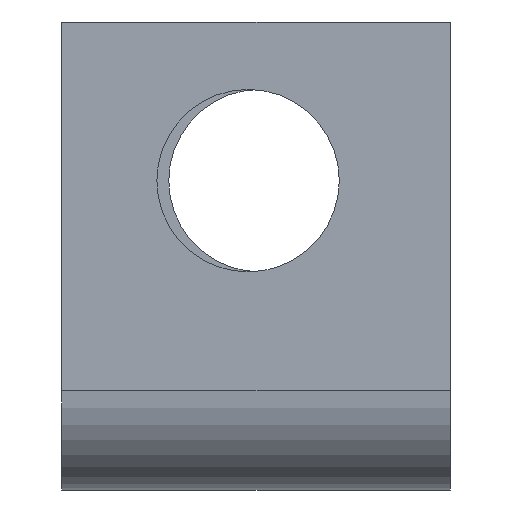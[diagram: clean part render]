
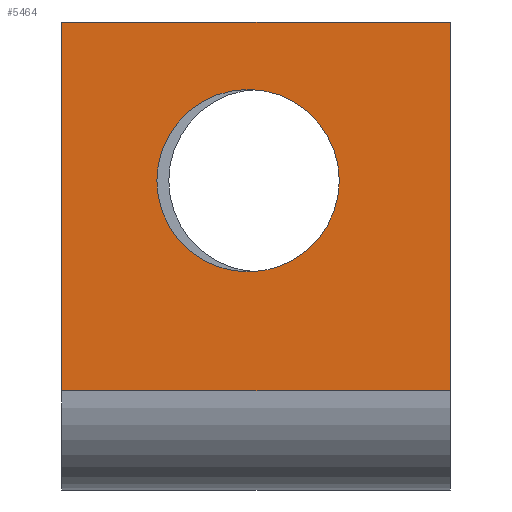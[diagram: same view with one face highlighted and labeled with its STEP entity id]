
A CAD part, left-side view. The second image highlights one B-rep face of the part: STEP entity #5464.
In plain terms, the highlighted planar face has unit normal (-1, 0, 0).
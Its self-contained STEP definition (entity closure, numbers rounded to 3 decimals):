
#25=CIRCLE('',#5673,23.);
#60=FACE_BOUND('',#850,.T.);
#245=PLANE('',#5684);
#533=FACE_OUTER_BOUND('',#849,.T.);
#849=EDGE_LOOP('',(#5028,#5029,#5030,#5031));
#850=EDGE_LOOP('',(#5032));
#1427=LINE('',#9818,#2010);
#1432=LINE('',#9846,#2015);
#1433=LINE('',#9849,#2016);
#1434=LINE('',#9850,#2017);
#2010=VECTOR('',#6618,10.);
#2015=VECTOR('',#6651,10.);
#2016=VECTOR('',#6654,10.);
#2017=VECTOR('',#6655,10.);
#2720=VERTEX_POINT('',#9810);
#2723=VERTEX_POINT('',#9816);
#2726=VERTEX_POINT('',#9824);
#2732=VERTEX_POINT('',#9844);
#2733=VERTEX_POINT('',#9848);
#3493=EDGE_CURVE('',#2723,#2720,#1427,.T.);
#3496=EDGE_CURVE('',#2726,#2726,#25,.T.);
#3507=EDGE_CURVE('',#2720,#2732,#1432,.T.);
#3508=EDGE_CURVE('',#2733,#2723,#1433,.T.);
#3509=EDGE_CURVE('',#2732,#2733,#1434,.T.);
#5028=ORIENTED_EDGE('',*,*,#3507,.F.);
#5029=ORIENTED_EDGE('',*,*,#3493,.F.);
#5030=ORIENTED_EDGE('',*,*,#3508,.F.);
#5031=ORIENTED_EDGE('',*,*,#3509,.F.);
#5032=ORIENTED_EDGE('',*,*,#3496,.T.);
#5464=ADVANCED_FACE('',(#533,#60),#245,.T.);
#5673=AXIS2_PLACEMENT_3D('',#9825,#6625,#6626);
#5684=AXIS2_PLACEMENT_3D('',#9847,#6652,#6653);
#6618=DIRECTION('',(0.,0.,-1.));
#6625=DIRECTION('center_axis',(1.,0.,0.));
#6626=DIRECTION('ref_axis',(0.,-1.,0.));
#6651=DIRECTION('',(0.,1.,0.));
#6652=DIRECTION('center_axis',(-1.,0.,0.));
#6653=DIRECTION('ref_axis',(0.,0.,-1.));
#6654=DIRECTION('',(0.,-1.,0.));
#6655=DIRECTION('',(0.,0.,1.));
#9810=CARTESIAN_POINT('',(0.,-118.,27.));
#9816=CARTESIAN_POINT('',(0.,-118.,120.));
#9818=CARTESIAN_POINT('',(0.,-118.,10.));
#9824=CARTESIAN_POINT('',(0.,-44.,80.));
#9825=CARTESIAN_POINT('Origin',(0.,-67.,80.));
#9844=CARTESIAN_POINT('',(0.,-20.,27.));
#9846=CARTESIAN_POINT('',(0.,-46.5,27.));
#9847=CARTESIAN_POINT('Origin',(0.,-20.,120.));
#9848=CARTESIAN_POINT('',(0.,-20.,120.));
#9849=CARTESIAN_POINT('',(0.,-110.,120.));
#9850=CARTESIAN_POINT('',(0.,-20.,10.));
